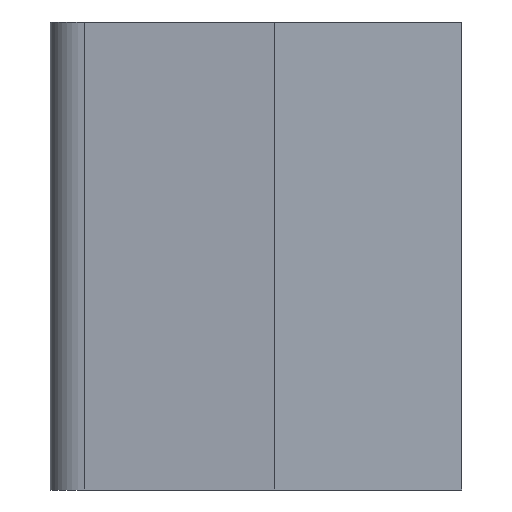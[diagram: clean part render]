
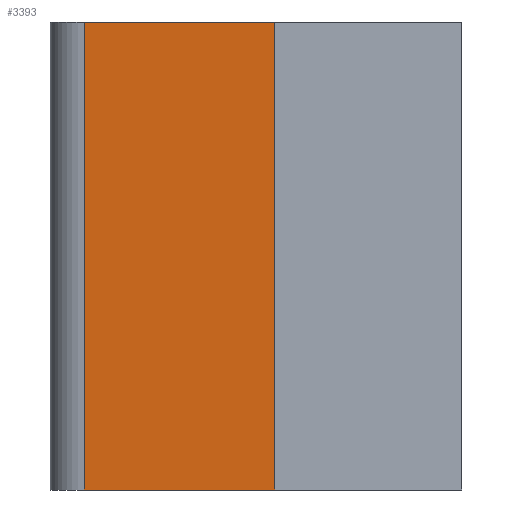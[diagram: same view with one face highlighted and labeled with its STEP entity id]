
A CAD part, left-side view. The second image highlights one B-rep face of the part: STEP entity #3393.
In plain terms, the highlighted planar face has unit normal (-0.997, 0.083, 0).
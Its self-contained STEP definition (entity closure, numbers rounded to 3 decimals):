
#3335 = ORIENTED_EDGE ( 'NONE', *, *, #3336, .T. ) ;
#3336 = EDGE_CURVE ( 'NONE', #3398, #3337, #18870, .T. ) ;
#3337 = VERTEX_POINT ( 'NONE', #18862 ) ;
#3338 = ORIENTED_EDGE ( 'NONE', *, *, #3339, .F. ) ;
#3339 = EDGE_CURVE ( 'NONE', #3340, #3337, #18861, .T. ) ;
#3340 = VERTEX_POINT ( 'NONE', #18908 ) ;
#3341 = ORIENTED_EDGE ( 'NONE', *, *, #3342, .F. ) ;
#3342 = EDGE_CURVE ( 'NONE', #3397, #3340, #18906, .T. ) ;
#3393 = ADVANCED_FACE ( 'NONE', ( #19084 ), #19128, .T. ) ;
#3394 = EDGE_LOOP ( 'NONE', ( #3395, #3335, #3338, #3341 ) ) ;
#3395 = ORIENTED_EDGE ( 'NONE', *, *, #3396, .T. ) ;
#3396 = EDGE_CURVE ( 'NONE', #3397, #3398, #19127, .T. ) ;
#3397 = VERTEX_POINT ( 'NONE', #19119 ) ;
#3398 = VERTEX_POINT ( 'NONE', #19118 ) ;
#18858 = DIRECTION ( 'NONE',  ( 0.083, 0.997, 0. ) ) ;
#18859 = VECTOR ( 'NONE', #18858, 1000. ) ;
#18860 = CARTESIAN_POINT ( 'NONE',  ( -0.8, -1.55, -0.625 ) ) ;
#18861 = LINE ( 'NONE', #18860, #18859 ) ;
#18862 = CARTESIAN_POINT ( 'NONE',  ( -0.608, 0.758, -0.625 ) ) ;
#18863 = DIRECTION ( 'NONE',  ( 0., 0., -1. ) ) ;
#18864 = VECTOR ( 'NONE', #18863, 1000. ) ;
#18865 = CARTESIAN_POINT ( 'NONE',  ( -0.608, 0.758, 0.625 ) ) ;
#18870 = LINE ( 'NONE', #18865, #18864 ) ;
#18903 = DIRECTION ( 'NONE',  ( 0., 0., -1. ) ) ;
#18904 = VECTOR ( 'NONE', #18903, 1000. ) ;
#18905 = CARTESIAN_POINT ( 'NONE',  ( -0.65, 0.25, 0.625 ) ) ;
#18906 = LINE ( 'NONE', #18905, #18904 ) ;
#18908 = CARTESIAN_POINT ( 'NONE',  ( -0.65, 0.25, -0.625 ) ) ;
#19084 = FACE_OUTER_BOUND ( 'NONE', #3394, .T. ) ;
#19118 = CARTESIAN_POINT ( 'NONE',  ( -0.608, 0.758, 0.625 ) ) ;
#19119 = CARTESIAN_POINT ( 'NONE',  ( -0.65, 0.25, 0.625 ) ) ;
#19120 = DIRECTION ( 'NONE',  ( 0.083, 0.997, 0. ) ) ;
#19121 = VECTOR ( 'NONE', #19120, 1000. ) ;
#19122 = CARTESIAN_POINT ( 'NONE',  ( -0.8, -1.55, 0.625 ) ) ;
#19123 = DIRECTION ( 'NONE',  ( -0.083, -0.997, 0. ) ) ;
#19124 = DIRECTION ( 'NONE',  ( -0.997, 0.083, 0. ) ) ;
#19125 = CARTESIAN_POINT ( 'NONE',  ( -0.8, -1.55, 0.625 ) ) ;
#19126 = AXIS2_PLACEMENT_3D ( 'NONE', #19125, #19124, #19123 ) ;
#19127 = LINE ( 'NONE', #19122, #19121 ) ;
#19128 = PLANE ( 'NONE',  #19126 ) ;
